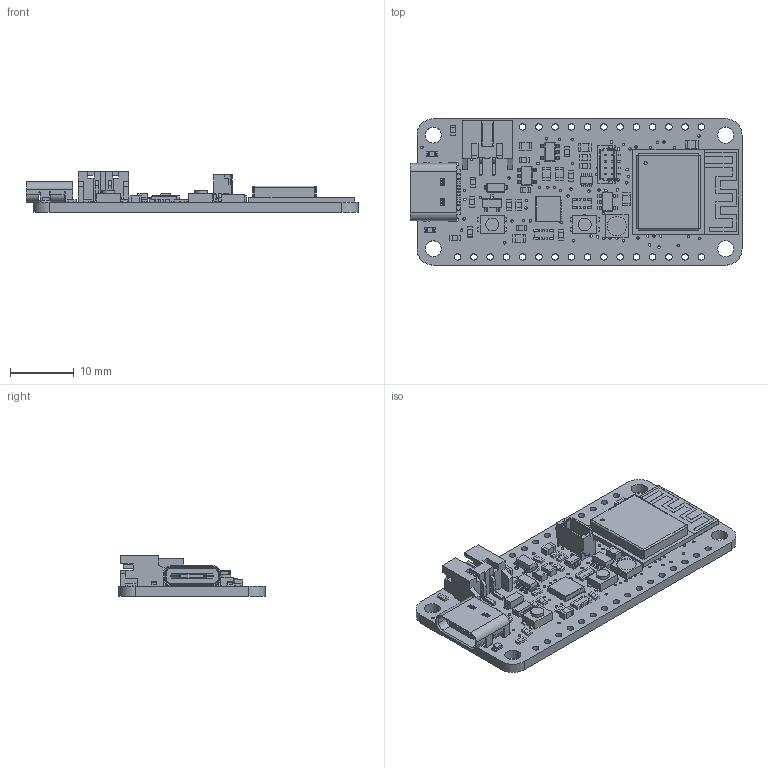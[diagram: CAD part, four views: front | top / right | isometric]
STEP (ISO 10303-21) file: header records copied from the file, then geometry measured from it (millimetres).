
FILE_DESCRIPTION(/* description */ (''),/* implementation_level */ '2;1');
FILE_NAME(/* name */ 'Adafruit ESP32 Feather V2.step',/* time_stamp */ '2022-04-18T15:07:28-04:00',/* author */ (''),/* organization */ (''),/* preprocessor_version */ 'ST-DEVELOPER v18.1',/* originating_system */ 'Autodesk Translation Framework v10.14.0.1471',/* authorisation */ '');
FILE_SCHEMA (('AUTOMOTIVE_DESIGN { 1 0 10303 214 3 1 1 }'));
Products named in the file (20): Adafruit ESP32 Feather V2; PCB Component; Board; 10uF; AP2112-3.3; MBR540; JSTPH; MCP73831T-2ACI/OT; RED; 1uF; KMR2; DMG3415U; 47K; ESP32-PICO-MINI-02MINI; WS2812B3535; STEMMA_I2C_QTRA; TPB1,27; USB Type C; CP2102N-24; DUAL NPN
Assembly tree (44 placements, depth 3):
  Adafruit ESP32 Feather V2
    PCB Component
      Board
      10uF  x7
      AP2112-3.3  x2
      MBR540
      JSTPH
      MCP73831T-2ACI/OT
      RED  x2
      1uF  x15
      KMR2  x2
      DMG3415U
      47K  x2
      ESP32-PICO-MINI-02MINI
      WS2812B3535
      STEMMA_I2C_QTRA
      TPB1,27  x2
      USB Type C
      CP2102N-24
      DUAL NPN
Bounding box: 51.89 x 22.86 x 6.37 mm (x, y, z)
Volume: 2297.8 mm3; surface area: 5686 mm2
Topology: 148 solids, 148 shells, 3006 faces, 7709 edges, 5060 vertices
Faces by surface type: plane 2526, cylinder 448, bspline 10, torus 10, sphere 6, cone 6
Full cylindrical faces by diameter (mm): 0.394 x111, 0.5 x3, 0.65 x2, 1 x28, 2 x2, 2.5 x2, 2.54 x2, 3 x1
Entity records: 77193 total; most frequent: CARTESIAN_POINT 13277, ORIENTED_EDGE 12752, DIRECTION 12342, EDGE_CURVE 6376, LINE 5488, VECTOR 5488, VERTEX_POINT 4180, AXIS2_PLACEMENT_3D 3427
